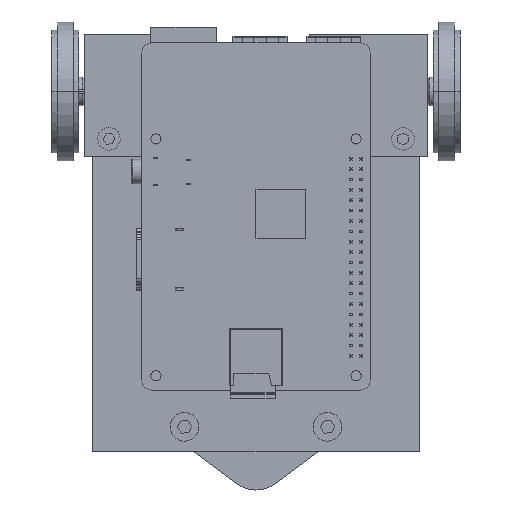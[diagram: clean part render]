
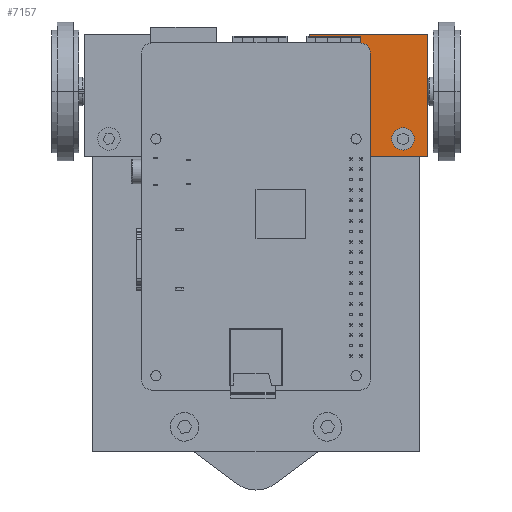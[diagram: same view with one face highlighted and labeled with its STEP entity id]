
A CAD part, front view. The second image highlights one B-rep face of the part: STEP entity #7157.
In plain terms, the highlighted planar face has unit normal (0, -1, 0).
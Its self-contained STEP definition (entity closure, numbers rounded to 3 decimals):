
#648 = CARTESIAN_POINT ( 'NONE',  ( 11.625, -9., -4. ) ) ;
#1453 = LINE ( 'NONE', #47973, #20217 ) ;
#2937 = CARTESIAN_POINT ( 'NONE',  ( -13.875, -9., 2. ) ) ;
#5063 = DIRECTION ( 'NONE',  ( 0., 1., 0. ) ) ;
#5417 = VECTOR ( 'NONE', #43532, 1000. ) ;
#5573 = EDGE_LOOP ( 'NONE', ( #27074, #19646, #35924, #35312 ) ) ;
#6952 = EDGE_LOOP ( 'NONE', ( #18255, #30024 ) ) ;
#7157 = ADVANCED_FACE ( 'NONE', ( #49479, #24603, #17370 ), #12186, .F. ) ;
#7174 = DIRECTION ( 'NONE',  ( 0., 0., -1. ) ) ;
#7204 = EDGE_LOOP ( 'NONE', ( #15957, #29581 ) ) ;
#9314 = EDGE_CURVE ( 'NONE', #42166, #49091, #21207, .T. ) ;
#9536 = EDGE_CURVE ( 'NONE', #48528, #11367, #39395, .T. ) ;
#10098 = VECTOR ( 'NONE', #38001, 1000. ) ;
#11367 = VERTEX_POINT ( 'NONE', #24882 ) ;
#11506 = DIRECTION ( 'NONE',  ( 0., 0., -1. ) ) ;
#11836 = CARTESIAN_POINT ( 'NONE',  ( -13.875, -9., -27. ) ) ;
#12164 = EDGE_CURVE ( 'NONE', #24169, #19958, #30680, .T. ) ;
#12186 = PLANE ( 'NONE',  #15201 ) ;
#14102 = CARTESIAN_POINT ( 'NONE',  ( 11.625, -9., -15.5 ) ) ;
#14410 = AXIS2_PLACEMENT_3D ( 'NONE', #648, #5063, #35552 ) ;
#15201 = AXIS2_PLACEMENT_3D ( 'NONE', #38627, #42695, #19938 ) ;
#15957 = ORIENTED_EDGE ( 'NONE', *, *, #20590, .T. ) ;
#17370 = FACE_OUTER_BOUND ( 'NONE', #5573, .T. ) ;
#17643 = CARTESIAN_POINT ( 'NONE',  ( 16., -9., 2. ) ) ;
#18255 = ORIENTED_EDGE ( 'NONE', *, *, #9314, .F. ) ;
#18687 = EDGE_CURVE ( 'NONE', #49091, #42166, #28910, .T. ) ;
#19646 = ORIENTED_EDGE ( 'NONE', *, *, #22731, .T. ) ;
#19938 = DIRECTION ( 'NONE',  ( 0., 0., 1. ) ) ;
#19958 = VERTEX_POINT ( 'NONE', #45017 ) ;
#20217 = VECTOR ( 'NONE', #37464, 1000. ) ;
#20590 = EDGE_CURVE ( 'NONE', #11367, #48528, #20799, .T. ) ;
#20799 = CIRCLE ( 'NONE', #35240, 1.6 ) ;
#21207 = CIRCLE ( 'NONE', #35460, 3.227 ) ;
#22275 = DIRECTION ( 'NONE',  ( 0., 1., 0. ) ) ;
#22731 = EDGE_CURVE ( 'NONE', #38149, #19958, #30935, .T. ) ;
#24169 = VERTEX_POINT ( 'NONE', #17643 ) ;
#24603 = FACE_BOUND ( 'NONE', #6952, .T. ) ;
#24719 = VERTEX_POINT ( 'NONE', #28943 ) ;
#24882 = CARTESIAN_POINT ( 'NONE',  ( 10.025, -9., -4. ) ) ;
#24947 = DIRECTION ( 'NONE',  ( 0., 0., 1. ) ) ;
#25290 = DIRECTION ( 'NONE',  ( 0., -1., 0. ) ) ;
#27074 = ORIENTED_EDGE ( 'NONE', *, *, #44318, .T. ) ;
#28719 = CARTESIAN_POINT ( 'NONE',  ( 11.625, -9., -12.273 ) ) ;
#28910 = CIRCLE ( 'NONE', #46523, 3.227 ) ;
#28943 = CARTESIAN_POINT ( 'NONE',  ( -13.875, -9., 2. ) ) ;
#29328 = DIRECTION ( 'NONE',  ( 0., 0., -1. ) ) ;
#29581 = ORIENTED_EDGE ( 'NONE', *, *, #9536, .T. ) ;
#30024 = ORIENTED_EDGE ( 'NONE', *, *, #18687, .F. ) ;
#30191 = CARTESIAN_POINT ( 'NONE',  ( 16., -9., 2. ) ) ;
#30403 = LINE ( 'NONE', #2937, #44404 ) ;
#30680 = LINE ( 'NONE', #30191, #10098 ) ;
#30935 = LINE ( 'NONE', #46906, #5417 ) ;
#32315 = CARTESIAN_POINT ( 'NONE',  ( 11.625, -9., -4. ) ) ;
#33526 = CARTESIAN_POINT ( 'NONE',  ( 13.225, -9., -4. ) ) ;
#34720 = CARTESIAN_POINT ( 'NONE',  ( 11.625, -9., -15.5 ) ) ;
#35240 = AXIS2_PLACEMENT_3D ( 'NONE', #32315, #22275, #24947 ) ;
#35312 = ORIENTED_EDGE ( 'NONE', *, *, #37756, .F. ) ;
#35460 = AXIS2_PLACEMENT_3D ( 'NONE', #34720, #39302, #11506 ) ;
#35552 = DIRECTION ( 'NONE',  ( 0., 0., 1. ) ) ;
#35924 = ORIENTED_EDGE ( 'NONE', *, *, #12164, .F. ) ;
#36181 = CARTESIAN_POINT ( 'NONE',  ( 11.625, -9., -18.727 ) ) ;
#37464 = DIRECTION ( 'NONE',  ( 1., 0., 0. ) ) ;
#37756 = EDGE_CURVE ( 'NONE', #24719, #24169, #1453, .T. ) ;
#38001 = DIRECTION ( 'NONE',  ( 0., 0., -1. ) ) ;
#38149 = VERTEX_POINT ( 'NONE', #11836 ) ;
#38627 = CARTESIAN_POINT ( 'NONE',  ( 0., -9., 2. ) ) ;
#39302 = DIRECTION ( 'NONE',  ( 0., -1., 0. ) ) ;
#39395 = CIRCLE ( 'NONE', #14410, 1.6 ) ;
#42166 = VERTEX_POINT ( 'NONE', #36181 ) ;
#42695 = DIRECTION ( 'NONE',  ( 0., 1., 0. ) ) ;
#43532 = DIRECTION ( 'NONE',  ( 1., 0., 0. ) ) ;
#44318 = EDGE_CURVE ( 'NONE', #24719, #38149, #30403, .T. ) ;
#44404 = VECTOR ( 'NONE', #7174, 1000. ) ;
#45017 = CARTESIAN_POINT ( 'NONE',  ( 16., -9., -27. ) ) ;
#46523 = AXIS2_PLACEMENT_3D ( 'NONE', #14102, #25290, #29328 ) ;
#46906 = CARTESIAN_POINT ( 'NONE',  ( 0., -9., -27. ) ) ;
#47973 = CARTESIAN_POINT ( 'NONE',  ( 0., -9., 2. ) ) ;
#48528 = VERTEX_POINT ( 'NONE', #33526 ) ;
#49091 = VERTEX_POINT ( 'NONE', #28719 ) ;
#49479 = FACE_BOUND ( 'NONE', #7204, .T. ) ;
